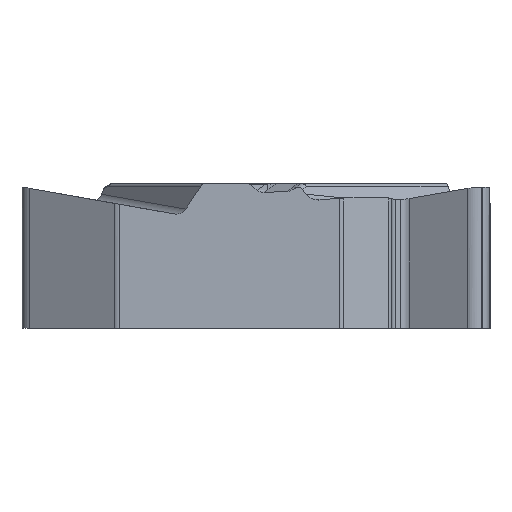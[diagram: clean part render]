
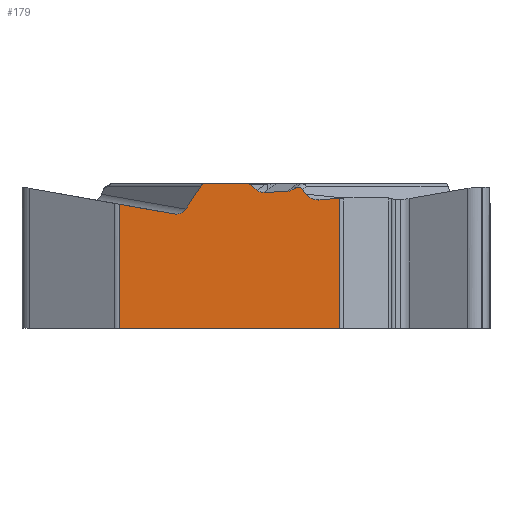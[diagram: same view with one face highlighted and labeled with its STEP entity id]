
A CAD part, left-side view. The second image highlights one B-rep face of the part: STEP entity #179.
In plain terms, the highlighted planar face has unit normal (-1, 0, 0).
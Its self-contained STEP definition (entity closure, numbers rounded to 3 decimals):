
#140=PLANE('',#2011);
#179=ADVANCED_FACE('',(#327),#140,.F.);
#327=FACE_OUTER_BOUND('',#429,.T.);
#429=EDGE_LOOP('',(#600,#601,#602,#603,#604,#605,#606,#607,#608,#609,#610,
#611,#612,#613,#614,#615,#616,#617,#618));
#547=ELLIPSE('',#2006,0.322,0.3);
#548=ELLIPSE('',#2007,0.388,0.3);
#549=ELLIPSE('',#2008,0.175,0.15);
#550=ELLIPSE('',#2009,0.167,0.15);
#551=ELLIPSE('',#2010,0.163,0.15);
#600=ORIENTED_EDGE('',*,*,#1349,.T.);
#601=ORIENTED_EDGE('',*,*,#1350,.F.);
#602=ORIENTED_EDGE('',*,*,#1351,.T.);
#603=ORIENTED_EDGE('',*,*,#1352,.F.);
#604=ORIENTED_EDGE('',*,*,#1353,.T.);
#605=ORIENTED_EDGE('',*,*,#1354,.F.);
#606=ORIENTED_EDGE('',*,*,#1355,.T.);
#607=ORIENTED_EDGE('',*,*,#1356,.F.);
#608=ORIENTED_EDGE('',*,*,#1357,.F.);
#609=ORIENTED_EDGE('',*,*,#1358,.F.);
#610=ORIENTED_EDGE('',*,*,#1359,.F.);
#611=ORIENTED_EDGE('',*,*,#1360,.F.);
#612=ORIENTED_EDGE('',*,*,#1361,.F.);
#613=ORIENTED_EDGE('',*,*,#1362,.F.);
#614=ORIENTED_EDGE('',*,*,#1363,.F.);
#615=ORIENTED_EDGE('',*,*,#1364,.F.);
#616=ORIENTED_EDGE('',*,*,#1365,.F.);
#617=ORIENTED_EDGE('',*,*,#1366,.F.);
#618=ORIENTED_EDGE('',*,*,#1367,.F.);
#1166=VERTEX_POINT('',#3174);
#1167=VERTEX_POINT('',#3175);
#1168=VERTEX_POINT('',#3177);
#1169=VERTEX_POINT('',#3179);
#1170=VERTEX_POINT('',#3181);
#1171=VERTEX_POINT('',#3183);
#1172=VERTEX_POINT('',#3185);
#1173=VERTEX_POINT('',#3187);
#1174=VERTEX_POINT('',#3189);
#1175=VERTEX_POINT('',#3191);
#1176=VERTEX_POINT('',#3196);
#1177=VERTEX_POINT('',#3204);
#1178=VERTEX_POINT('',#3218);
#1179=VERTEX_POINT('',#3220);
#1180=VERTEX_POINT('',#3234);
#1181=VERTEX_POINT('',#3236);
#1182=VERTEX_POINT('',#3238);
#1183=VERTEX_POINT('',#3240);
#1184=VERTEX_POINT('',#3242);
#1349=EDGE_CURVE('',#1166,#1167,#547,.T.);
#1350=EDGE_CURVE('',#1168,#1167,#1623,.T.);
#1351=EDGE_CURVE('',#1168,#1169,#1624,.T.);
#1352=EDGE_CURVE('',#1170,#1169,#1625,.T.);
#1353=EDGE_CURVE('',#1170,#1171,#1626,.T.);
#1354=EDGE_CURVE('',#1172,#1171,#1627,.T.);
#1355=EDGE_CURVE('',#1172,#1173,#548,.T.);
#1356=EDGE_CURVE('',#1174,#1173,#1628,.T.);
#1357=EDGE_CURVE('',#1175,#1174,#549,.T.);
#1358=EDGE_CURVE('',#1176,#1175,#1938,.T.);
#1359=EDGE_CURVE('',#1177,#1176,#1939,.T.);
#1360=EDGE_CURVE('',#1178,#1177,#1940,.T.);
#1361=EDGE_CURVE('',#1179,#1178,#1629,.T.);
#1362=EDGE_CURVE('',#1180,#1179,#1941,.T.);
#1363=EDGE_CURVE('',#1181,#1180,#1630,.T.);
#1364=EDGE_CURVE('',#1182,#1181,#550,.T.);
#1365=EDGE_CURVE('',#1183,#1182,#1631,.T.);
#1366=EDGE_CURVE('',#1184,#1183,#551,.T.);
#1367=EDGE_CURVE('',#1166,#1184,#1632,.T.);
#1623=LINE('',#3176,#1776);
#1624=LINE('',#3178,#1777);
#1625=LINE('',#3180,#1778);
#1626=LINE('',#3182,#1779);
#1627=LINE('',#3184,#1780);
#1628=LINE('',#3188,#1781);
#1629=LINE('',#3219,#1782);
#1630=LINE('',#3235,#1783);
#1631=LINE('',#3239,#1784);
#1632=LINE('',#3243,#1785);
#1776=VECTOR('',#2216,1.);
#1777=VECTOR('',#2217,1.);
#1778=VECTOR('',#2218,1.);
#1779=VECTOR('',#2219,1.);
#1780=VECTOR('',#2220,1.);
#1781=VECTOR('',#2223,1.);
#1782=VECTOR('',#2226,1.);
#1783=VECTOR('',#2227,1.);
#1784=VECTOR('',#2230,1.);
#1785=VECTOR('',#2233,1.);
#1938=B_SPLINE_CURVE_WITH_KNOTS('',3,(#3192,#3193,#3194,#3195),
 .UNSPECIFIED.,.F.,.F.,(4,4),(0.,1.),.UNSPECIFIED.);
#1939=B_SPLINE_CURVE_WITH_KNOTS('',3,(#3197,#3198,#3199,#3200,#3201,#3202,
#3203),.UNSPECIFIED.,.F.,.F.,(4,3,4),(0.,0.502,1.),
 .UNSPECIFIED.);
#1940=B_SPLINE_CURVE_WITH_KNOTS('',3,(#3205,#3206,#3207,#3208,#3209,#3210,
#3211,#3212,#3213,#3214,#3215,#3216,#3217),.UNSPECIFIED.,.F.,.F.,(4,3,3,
3,4),(0.,0.257,0.514,0.77,1.),
 .UNSPECIFIED.);
#1941=B_SPLINE_CURVE_WITH_KNOTS('',3,(#3221,#3222,#3223,#3224,#3225,#3226,
#3227,#3228,#3229,#3230,#3231,#3232,#3233),.UNSPECIFIED.,.F.,.F.,(4,3,3,
3,4),(0.,0.234,0.468,0.701,1.),
 .UNSPECIFIED.);
#2006=AXIS2_PLACEMENT_3D('',#3173,#2214,#2215);
#2007=AXIS2_PLACEMENT_3D('',#3186,#2221,#2222);
#2008=AXIS2_PLACEMENT_3D('',#3190,#2224,#2225);
#2009=AXIS2_PLACEMENT_3D('',#3237,#2228,#2229);
#2010=AXIS2_PLACEMENT_3D('',#3241,#2231,#2232);
#2011=AXIS2_PLACEMENT_3D('',#3244,#2234,#2235);
#2214=DIRECTION('',(1.,0.,0.));
#2215=DIRECTION('',(0.,0.985,0.174));
#2216=DIRECTION('',(0.,-0.985,-0.174));
#2217=DIRECTION('',(0.,0.,-1.));
#2218=DIRECTION('',(0.,1.,0.));
#2219=DIRECTION('',(0.,0.,1.));
#2220=DIRECTION('',(0.,-0.996,0.088));
#2221=DIRECTION('',(1.,0.,0.));
#2222=DIRECTION('',(0.,0.995,0.099));
#2223=DIRECTION('',(0.,-0.597,-0.803));
#2224=DIRECTION('',(1.,0.,0.));
#2225=DIRECTION('',(0.,-0.785,0.62));
#2226=DIRECTION('',(0.,-0.999,0.043));
#2227=DIRECTION('',(0.,-0.792,-0.611));
#2228=DIRECTION('',(1.,0.,0.));
#2229=DIRECTION('',(0.,1.,0.));
#2230=DIRECTION('',(0.,-1.,0.));
#2231=DIRECTION('',(1.,0.,0.));
#2232=DIRECTION('',(0.,1.,0.));
#2233=DIRECTION('',(0.,-0.542,0.84));
#2234=DIRECTION('',(1.,0.,0.));
#2235=DIRECTION('',(0.,0.,-1.));
#3173=CARTESIAN_POINT('',(-4.763,2.574,-0.458));
#3174=CARTESIAN_POINT('',(-4.763,2.298,-0.618));
#3175=CARTESIAN_POINT('',(-4.763,2.626,-0.754));
#3176=CARTESIAN_POINT('',(-4.763,-2.869,-1.723));
#3177=CARTESIAN_POINT('',(-4.763,4.166,-0.482));
#3178=CARTESIAN_POINT('',(-4.763,4.166,-5.47));
#3179=CARTESIAN_POINT('',(-4.763,4.166,-3.97));
#3180=CARTESIAN_POINT('',(-4.763,-3.173,-3.97));
#3181=CARTESIAN_POINT('',(-4.763,-2.012,-3.97));
#3182=CARTESIAN_POINT('',(-4.763,-2.012,3.1));
#3183=CARTESIAN_POINT('',(-4.763,-2.012,-0.312));
#3184=CARTESIAN_POINT('',(-4.763,3.106,-0.763));
#3185=CARTESIAN_POINT('',(-4.763,-1.475,-0.359));
#3186=CARTESIAN_POINT('',(-4.763,-1.412,-0.06));
#3187=CARTESIAN_POINT('',(-4.763,-1.08,-0.201));
#3188=CARTESIAN_POINT('',(-4.763,0.53,1.965));
#3189=CARTESIAN_POINT('',(-4.763,-0.975,-0.06));
#3190=CARTESIAN_POINT('',(-4.763,-0.835,-0.166));
#3191=CARTESIAN_POINT('',(-4.763,-0.872,-0.006));
#3192=CARTESIAN_POINT('',(-4.763,-0.857,-0.006));
#3193=CARTESIAN_POINT('',(-4.763,-0.862,-0.006));
#3194=CARTESIAN_POINT('',(-4.763,-0.867,-0.006));
#3195=CARTESIAN_POINT('',(-4.763,-0.872,-0.006));
#3196=CARTESIAN_POINT('',(-4.763,-0.857,-0.006));
#3197=CARTESIAN_POINT('',(-4.762,-0.743,-0.047));
#3198=CARTESIAN_POINT('',(-4.762,-0.759,-0.034));
#3199=CARTESIAN_POINT('',(-4.763,-0.777,-0.024));
#3200=CARTESIAN_POINT('',(-4.763,-0.797,-0.017));
#3201=CARTESIAN_POINT('',(-4.763,-0.816,-0.01));
#3202=CARTESIAN_POINT('',(-4.763,-0.837,-0.006));
#3203=CARTESIAN_POINT('',(-4.763,-0.857,-0.006));
#3204=CARTESIAN_POINT('',(-4.762,-0.743,-0.047));
#3205=CARTESIAN_POINT('',(-4.763,-0.55,-0.122));
#3206=CARTESIAN_POINT('',(-4.763,-0.568,-0.121));
#3207=CARTESIAN_POINT('',(-4.763,-0.586,-0.118));
#3208=CARTESIAN_POINT('',(-4.763,-0.603,-0.115));
#3209=CARTESIAN_POINT('',(-4.763,-0.621,-0.111));
#3210=CARTESIAN_POINT('',(-4.763,-0.638,-0.106));
#3211=CARTESIAN_POINT('',(-4.763,-0.655,-0.099));
#3212=CARTESIAN_POINT('',(-4.763,-0.672,-0.092));
#3213=CARTESIAN_POINT('',(-4.763,-0.688,-0.084));
#3214=CARTESIAN_POINT('',(-4.763,-0.703,-0.075));
#3215=CARTESIAN_POINT('',(-4.763,-0.717,-0.067));
#3216=CARTESIAN_POINT('',(-4.762,-0.731,-0.058));
#3217=CARTESIAN_POINT('',(-4.762,-0.743,-0.047));
#3218=CARTESIAN_POINT('',(-4.763,-0.55,-0.122));
#3219=CARTESIAN_POINT('',(-4.763,-3.173,-0.01));
#3220=CARTESIAN_POINT('',(-4.763,0.098,-0.149));
#3221=CARTESIAN_POINT('',(-4.763,0.297,-0.087));
#3222=CARTESIAN_POINT('',(-4.763,0.284,-0.098));
#3223=CARTESIAN_POINT('',(-4.763,0.269,-0.107));
#3224=CARTESIAN_POINT('',(-4.763,0.255,-0.114));
#3225=CARTESIAN_POINT('',(-4.763,0.24,-0.122));
#3226=CARTESIAN_POINT('',(-4.763,0.225,-0.129));
#3227=CARTESIAN_POINT('',(-4.763,0.209,-0.134));
#3228=CARTESIAN_POINT('',(-4.763,0.194,-0.139));
#3229=CARTESIAN_POINT('',(-4.763,0.177,-0.143));
#3230=CARTESIAN_POINT('',(-4.763,0.161,-0.146));
#3231=CARTESIAN_POINT('',(-4.763,0.14,-0.149));
#3232=CARTESIAN_POINT('',(-4.763,0.119,-0.15));
#3233=CARTESIAN_POINT('',(-4.763,0.098,-0.149));
#3234=CARTESIAN_POINT('',(-4.763,0.297,-0.087));
#3235=CARTESIAN_POINT('',(-4.763,-1.836,-1.733));
#3236=CARTESIAN_POINT('',(-4.763,0.493,0.064));
#3237=CARTESIAN_POINT('',(-4.763,0.601,-0.05));
#3238=CARTESIAN_POINT('',(-4.763,0.601,0.1));
#3239=CARTESIAN_POINT('',(-4.763,-3.173,0.1));
#3240=CARTESIAN_POINT('',(-4.763,1.742,0.1));
#3241=CARTESIAN_POINT('',(-4.763,1.742,-0.05));
#3242=CARTESIAN_POINT('',(-4.763,1.882,0.027));
#3243=CARTESIAN_POINT('',(-4.763,0.409,2.311));
#3244=CARTESIAN_POINT('',(-4.763,-3.173,0.));
